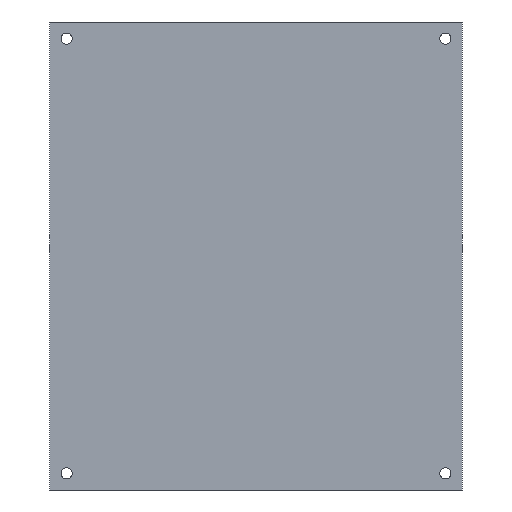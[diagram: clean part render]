
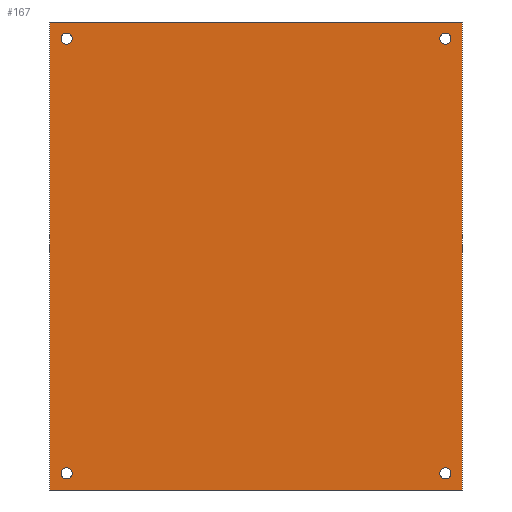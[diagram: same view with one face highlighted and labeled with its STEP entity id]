
A CAD part, front view. The second image highlights one B-rep face of the part: STEP entity #167.
In plain terms, the highlighted planar face has unit normal (0, -1, 0).
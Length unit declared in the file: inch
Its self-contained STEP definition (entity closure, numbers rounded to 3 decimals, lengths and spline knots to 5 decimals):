
#2 = EDGE_CURVE ( 'NONE', #277, #284, #142, .T. ) ;
#3 = VERTEX_POINT ( 'NONE', #340 ) ;
#11 = VERTEX_POINT ( 'NONE', #71 ) ;
#13 = CARTESIAN_POINT ( 'NONE',  ( -9.25, 0., 10.5 ) ) ;
#17 = DIRECTION ( 'NONE',  ( 0., 0., 1. ) ) ;
#18 = EDGE_CURVE ( 'NONE', #374, #68, #402, .T. ) ;
#20 = DIRECTION ( 'NONE',  ( 0., 0., -1. ) ) ;
#24 = DIRECTION ( 'NONE',  ( 0., -1., 0. ) ) ;
#29 = CARTESIAN_POINT ( 'NONE',  ( -8.5, 0., -9.75 ) ) ;
#37 = DIRECTION ( 'NONE',  ( 0., -1., 0. ) ) ;
#39 = EDGE_CURVE ( 'NONE', #284, #277, #518, .T. ) ;
#47 = CARTESIAN_POINT ( 'NONE',  ( 8.5, 0., 9.5 ) ) ;
#48 = AXIS2_PLACEMENT_3D ( 'NONE', #333, #499, #123 ) ;
#65 = AXIS2_PLACEMENT_3D ( 'NONE', #179, #260, #20 ) ;
#68 = VERTEX_POINT ( 'NONE', #187 ) ;
#71 = CARTESIAN_POINT ( 'NONE',  ( 8.5, 0., 10. ) ) ;
#72 = ORIENTED_EDGE ( 'NONE', *, *, #470, .F. ) ;
#76 = VECTOR ( 'NONE', #485, 39.37008 ) ;
#80 = VECTOR ( 'NONE', #126, 39.37008 ) ;
#83 = EDGE_CURVE ( 'NONE', #128, #226, #498, .T. ) ;
#85 = LINE ( 'NONE', #504, #80 ) ;
#90 = DIRECTION ( 'NONE',  ( 0., 0., -1. ) ) ;
#91 = CARTESIAN_POINT ( 'NONE',  ( 8.5, 0., -9.75 ) ) ;
#99 = CARTESIAN_POINT ( 'NONE',  ( -9.25, 0., 10.5 ) ) ;
#100 = DIRECTION ( 'NONE',  ( 0., -1., 0. ) ) ;
#101 = FACE_BOUND ( 'NONE', #506, .T. ) ;
#106 = DIRECTION ( 'NONE',  ( 0., 0., -1. ) ) ;
#110 = VECTOR ( 'NONE', #17, 39.37008 ) ;
#123 = DIRECTION ( 'NONE',  ( 0., 0., -1. ) ) ;
#126 = DIRECTION ( 'NONE',  ( 0., 0., -1. ) ) ;
#128 = VERTEX_POINT ( 'NONE', #509 ) ;
#139 = CARTESIAN_POINT ( 'NONE',  ( -9.25, 0., 10.5 ) ) ;
#142 = CIRCLE ( 'NONE', #507, 0.25 ) ;
#148 = EDGE_CURVE ( 'NONE', #68, #272, #261, .T. ) ;
#154 = EDGE_CURVE ( 'NONE', #272, #322, #304, .T. ) ;
#161 = ORIENTED_EDGE ( 'NONE', *, *, #289, .F. ) ;
#163 = EDGE_LOOP ( 'NONE', ( #299, #440 ) ) ;
#167 = ADVANCED_FACE ( 'NONE', ( #343, #180, #101, #175, #345 ), #512, .F. ) ;
#168 = CARTESIAN_POINT ( 'NONE',  ( 8.5, 0., 9.75 ) ) ;
#170 = DIRECTION ( 'NONE',  ( 0., -1., 0. ) ) ;
#171 = DIRECTION ( 'NONE',  ( 0., -1., 0. ) ) ;
#175 = FACE_BOUND ( 'NONE', #191, .T. ) ;
#177 = CARTESIAN_POINT ( 'NONE',  ( 8.5, 0., -9.75 ) ) ;
#179 = CARTESIAN_POINT ( 'NONE',  ( -8.5, 0., 9.75 ) ) ;
#180 = FACE_BOUND ( 'NONE', #268, .T. ) ;
#181 = CARTESIAN_POINT ( 'NONE',  ( 8.5, 0., -10. ) ) ;
#183 = CARTESIAN_POINT ( 'NONE',  ( 9.25, 0., 10.5 ) ) ;
#187 = CARTESIAN_POINT ( 'NONE',  ( -9.25, 0., -10.5 ) ) ;
#191 = EDGE_LOOP ( 'NONE', ( #72, #401 ) ) ;
#195 = AXIS2_PLACEMENT_3D ( 'NONE', #468, #264, #213 ) ;
#202 = ORIENTED_EDGE ( 'NONE', *, *, #154, .F. ) ;
#211 = ORIENTED_EDGE ( 'NONE', *, *, #18, .F. ) ;
#213 = DIRECTION ( 'NONE',  ( 0., 0., 1. ) ) ;
#222 = CIRCLE ( 'NONE', #295, 0.25 ) ;
#226 = VERTEX_POINT ( 'NONE', #181 ) ;
#227 = CARTESIAN_POINT ( 'NONE',  ( -9.25, 0., -10.5 ) ) ;
#231 = EDGE_LOOP ( 'NONE', ( #211, #530, #202, #397 ) ) ;
#244 = CIRCLE ( 'NONE', #65, 0.25 ) ;
#253 = ORIENTED_EDGE ( 'NONE', *, *, #2, .F. ) ;
#257 = AXIS2_PLACEMENT_3D ( 'NONE', #91, #423, #502 ) ;
#260 = DIRECTION ( 'NONE',  ( 0., -1., 0. ) ) ;
#261 = LINE ( 'NONE', #99, #110 ) ;
#262 = DIRECTION ( 'NONE',  ( 0., 0., -1. ) ) ;
#264 = DIRECTION ( 'NONE',  ( 0., 1., 0. ) ) ;
#268 = EDGE_LOOP ( 'NONE', ( #253, #441 ) ) ;
#270 = EDGE_CURVE ( 'NONE', #3, #455, #244, .T. ) ;
#272 = VERTEX_POINT ( 'NONE', #139 ) ;
#274 = VECTOR ( 'NONE', #429, 39.37008 ) ;
#277 = VERTEX_POINT ( 'NONE', #516 ) ;
#278 = CIRCLE ( 'NONE', #48, 0.25 ) ;
#284 = VERTEX_POINT ( 'NONE', #309 ) ;
#289 = EDGE_CURVE ( 'NONE', #455, #3, #222, .T. ) ;
#291 = ORIENTED_EDGE ( 'NONE', *, *, #270, .F. ) ;
#295 = AXIS2_PLACEMENT_3D ( 'NONE', #473, #100, #262 ) ;
#299 = ORIENTED_EDGE ( 'NONE', *, *, #427, .F. ) ;
#301 = DIRECTION ( 'NONE',  ( 0., 0., -1. ) ) ;
#304 = LINE ( 'NONE', #13, #274 ) ;
#309 = CARTESIAN_POINT ( 'NONE',  ( -8.5, 0., -9.5 ) ) ;
#315 = CIRCLE ( 'NONE', #495, 0.25 ) ;
#322 = VERTEX_POINT ( 'NONE', #183 ) ;
#333 = CARTESIAN_POINT ( 'NONE',  ( 8.5, 0., 9.75 ) ) ;
#334 = VERTEX_POINT ( 'NONE', #47 ) ;
#337 = DIRECTION ( 'NONE',  ( 0., 0., -1. ) ) ;
#338 = CIRCLE ( 'NONE', #257, 0.25 ) ;
#340 = CARTESIAN_POINT ( 'NONE',  ( -8.5, 0., 9.5 ) ) ;
#343 = FACE_OUTER_BOUND ( 'NONE', #231, .T. ) ;
#345 = FACE_BOUND ( 'NONE', #163, .T. ) ;
#351 = AXIS2_PLACEMENT_3D ( 'NONE', #29, #24, #106 ) ;
#360 = AXIS2_PLACEMENT_3D ( 'NONE', #177, #171, #301 ) ;
#374 = VERTEX_POINT ( 'NONE', #380 ) ;
#380 = CARTESIAN_POINT ( 'NONE',  ( 9.25, 0., -10.5 ) ) ;
#389 = EDGE_CURVE ( 'NONE', #11, #334, #278, .T. ) ;
#397 = ORIENTED_EDGE ( 'NONE', *, *, #148, .F. ) ;
#401 = ORIENTED_EDGE ( 'NONE', *, *, #83, .F. ) ;
#402 = LINE ( 'NONE', #227, #76 ) ;
#422 = CARTESIAN_POINT ( 'NONE',  ( -8.5, 0., -9.75 ) ) ;
#423 = DIRECTION ( 'NONE',  ( 0., -1., 0. ) ) ;
#427 = EDGE_CURVE ( 'NONE', #334, #11, #315, .T. ) ;
#429 = DIRECTION ( 'NONE',  ( 1., 0., 0. ) ) ;
#439 = EDGE_CURVE ( 'NONE', #322, #374, #85, .T. ) ;
#440 = ORIENTED_EDGE ( 'NONE', *, *, #389, .F. ) ;
#441 = ORIENTED_EDGE ( 'NONE', *, *, #39, .F. ) ;
#455 = VERTEX_POINT ( 'NONE', #460 ) ;
#460 = CARTESIAN_POINT ( 'NONE',  ( -8.5, 0., 10. ) ) ;
#468 = CARTESIAN_POINT ( 'NONE',  ( -9.25, 0., 10.5 ) ) ;
#470 = EDGE_CURVE ( 'NONE', #226, #128, #338, .T. ) ;
#473 = CARTESIAN_POINT ( 'NONE',  ( -8.5, 0., 9.75 ) ) ;
#485 = DIRECTION ( 'NONE',  ( -1., 0., 0. ) ) ;
#495 = AXIS2_PLACEMENT_3D ( 'NONE', #168, #37, #337 ) ;
#498 = CIRCLE ( 'NONE', #360, 0.25 ) ;
#499 = DIRECTION ( 'NONE',  ( 0., -1., 0. ) ) ;
#502 = DIRECTION ( 'NONE',  ( 0., 0., -1. ) ) ;
#504 = CARTESIAN_POINT ( 'NONE',  ( 9.25, 0., 10.5 ) ) ;
#506 = EDGE_LOOP ( 'NONE', ( #291, #161 ) ) ;
#507 = AXIS2_PLACEMENT_3D ( 'NONE', #422, #170, #90 ) ;
#509 = CARTESIAN_POINT ( 'NONE',  ( 8.5, 0., -9.5 ) ) ;
#512 = PLANE ( 'NONE',  #195 ) ;
#516 = CARTESIAN_POINT ( 'NONE',  ( -8.5, 0., -10. ) ) ;
#518 = CIRCLE ( 'NONE', #351, 0.25 ) ;
#530 = ORIENTED_EDGE ( 'NONE', *, *, #439, .F. ) ;
